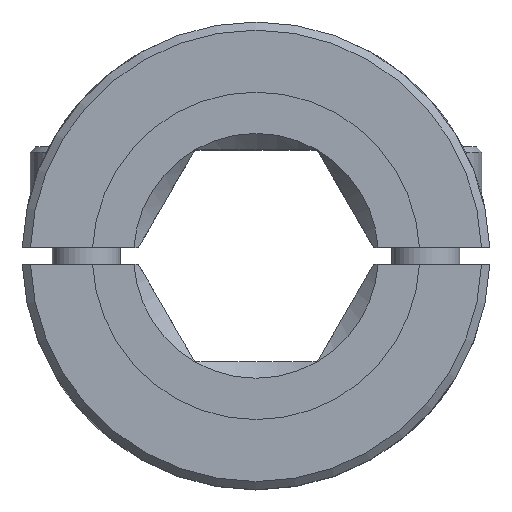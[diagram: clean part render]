
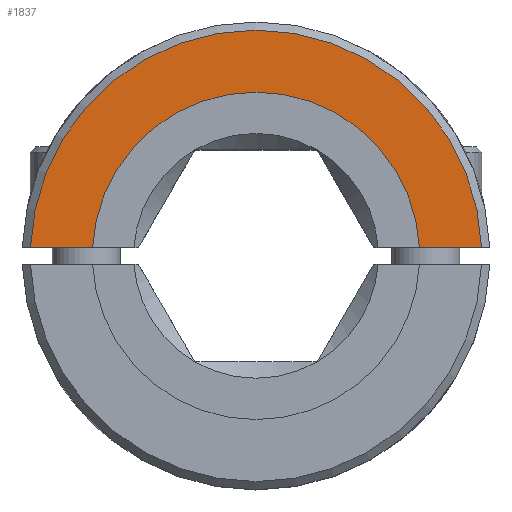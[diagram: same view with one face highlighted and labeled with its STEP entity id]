
A CAD part, top view. The second image highlights one B-rep face of the part: STEP entity #1837.
In plain terms, the highlighted planar face has unit normal (0, 0, 1).
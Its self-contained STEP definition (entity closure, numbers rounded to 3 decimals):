
#6 = CARTESIAN_POINT ( 'NONE',  ( 0., 0., 4.563 ) ) ;
#83 = PLANE ( 'NONE',  #2934 ) ;
#165 = ORIENTED_EDGE ( 'NONE', *, *, #438, .T. ) ;
#198 = EDGE_CURVE ( 'NONE', #426, #1488, #2141, .T. ) ;
#426 = VERTEX_POINT ( 'NONE', #641 ) ;
#438 = EDGE_CURVE ( 'NONE', #1488, #1694, #1377, .T. ) ;
#508 = DIRECTION ( 'NONE',  ( 0., 0., 1. ) ) ;
#559 = DIRECTION ( 'NONE',  ( 1., 0., 0. ) ) ;
#641 = CARTESIAN_POINT ( 'NONE',  ( -9.987, 0.5, 4.563 ) ) ;
#727 = ORIENTED_EDGE ( 'NONE', *, *, #2522, .T. ) ;
#941 = VECTOR ( 'NONE', #2344, 1000. ) ;
#1122 = CARTESIAN_POINT ( 'NONE',  ( 9.987, 0.5, 4.563 ) ) ;
#1299 = LINE ( 'NONE', #2356, #1715 ) ;
#1338 = FACE_OUTER_BOUND ( 'NONE', #2414, .T. ) ;
#1347 = AXIS2_PLACEMENT_3D ( 'NONE', #6, #2161, #1901 ) ;
#1377 = LINE ( 'NONE', #2557, #941 ) ;
#1386 = DIRECTION ( 'NONE',  ( 1., 0., 0. ) ) ;
#1395 = ORIENTED_EDGE ( 'NONE', *, *, #198, .T. ) ;
#1464 = CARTESIAN_POINT ( 'NONE',  ( 13.778, 0.5, 4.563 ) ) ;
#1488 = VERTEX_POINT ( 'NONE', #1122 ) ;
#1643 = AXIS2_PLACEMENT_3D ( 'NONE', #1966, #2216, #559 ) ;
#1694 = VERTEX_POINT ( 'NONE', #1464 ) ;
#1715 = VECTOR ( 'NONE', #1386, 1000. ) ;
#1837 = ADVANCED_FACE ( 'NONE', ( #1338 ), #83, .T. ) ;
#1901 = DIRECTION ( 'NONE',  ( 1., 0., 0. ) ) ;
#1966 = CARTESIAN_POINT ( 'NONE',  ( 0., 0., 4.563 ) ) ;
#2052 = EDGE_CURVE ( 'NONE', #1694, #2484, #2821, .T. ) ;
#2141 = CIRCLE ( 'NONE', #1643, 10. ) ;
#2161 = DIRECTION ( 'NONE',  ( 0., 0., 1. ) ) ;
#2216 = DIRECTION ( 'NONE',  ( 0., 0., -1. ) ) ;
#2217 = CARTESIAN_POINT ( 'NONE',  ( 0., 0., 4.563 ) ) ;
#2344 = DIRECTION ( 'NONE',  ( 1., 0., 0. ) ) ;
#2356 = CARTESIAN_POINT ( 'NONE',  ( -14.279, 0.5, 4.563 ) ) ;
#2414 = EDGE_LOOP ( 'NONE', ( #165, #2587, #727, #1395 ) ) ;
#2422 = DIRECTION ( 'NONE',  ( 1., 0., 0. ) ) ;
#2484 = VERTEX_POINT ( 'NONE', #2724 ) ;
#2522 = EDGE_CURVE ( 'NONE', #2484, #426, #1299, .T. ) ;
#2557 = CARTESIAN_POINT ( 'NONE',  ( 9.987, 0.5, 4.563 ) ) ;
#2587 = ORIENTED_EDGE ( 'NONE', *, *, #2052, .T. ) ;
#2724 = CARTESIAN_POINT ( 'NONE',  ( -13.778, 0.5, 4.563 ) ) ;
#2821 = CIRCLE ( 'NONE', #1347, 13.788 ) ;
#2934 = AXIS2_PLACEMENT_3D ( 'NONE', #2217, #508, #2422 ) ;
